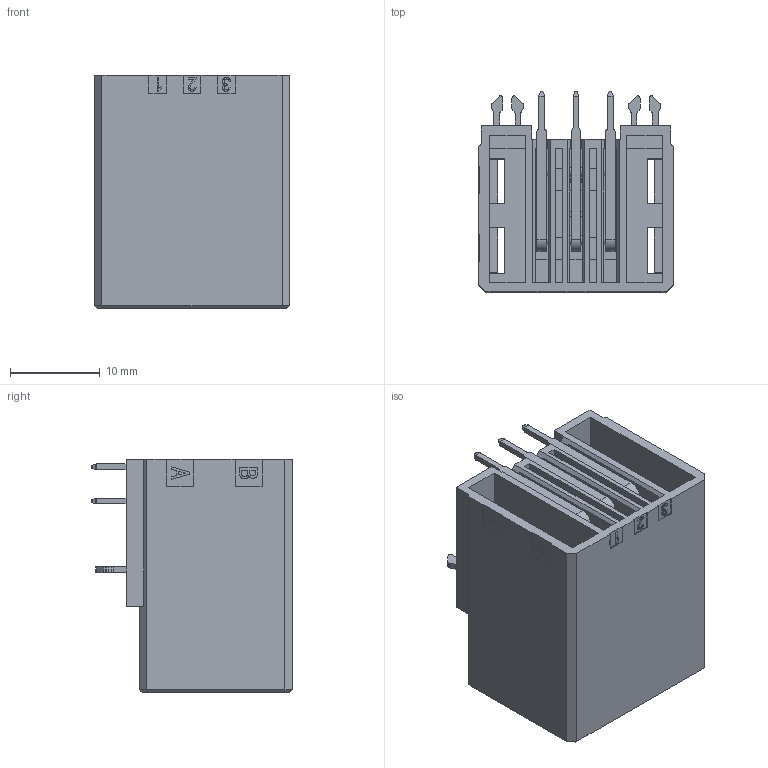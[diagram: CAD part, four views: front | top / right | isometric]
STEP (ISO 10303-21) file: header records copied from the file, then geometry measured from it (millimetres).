
FILE_DESCRIPTION( ('This file contains a STEP AP42 implementation' ,'as created by ZW3D STEP Interface translator.') ,'2;1' );
FILE_NAME( 'WD3811-2WR03XXBA04.stp' ,'2312 9.165528', (''), ('ZWCAD Software Co.'), 'Version 1.0', 'ZW3D to STEP translator', '' );
FILE_SCHEMA(('AUTOMOTIVE_DESIGN { 1 0 10303 214 1 1 1 1 }'));
Length unit declared in the file: millimetre
Products named in the file (2): 0; WD3811-2WR03XXBA04
Bounding box: 21.62 x 22.27 x 25.91 mm (x, y, z)
Volume: 4024.4 mm3; surface area: 7290.9 mm2
Topology: 1 solids, 3 shells, 827 faces, 2291 edges, 1504 vertices
Faces by surface type: plane 661, cylinder 137, bspline 29
Entity records: 27212 total; most frequent: CARTESIAN_POINT 5084, ORIENTED_EDGE 4582, DIRECTION 4097, EDGE_CURVE 2291, VECTOR 1943, LINE 1943, VERTEX_POINT 1504, AXIS2_PLACEMENT_3D 1077
